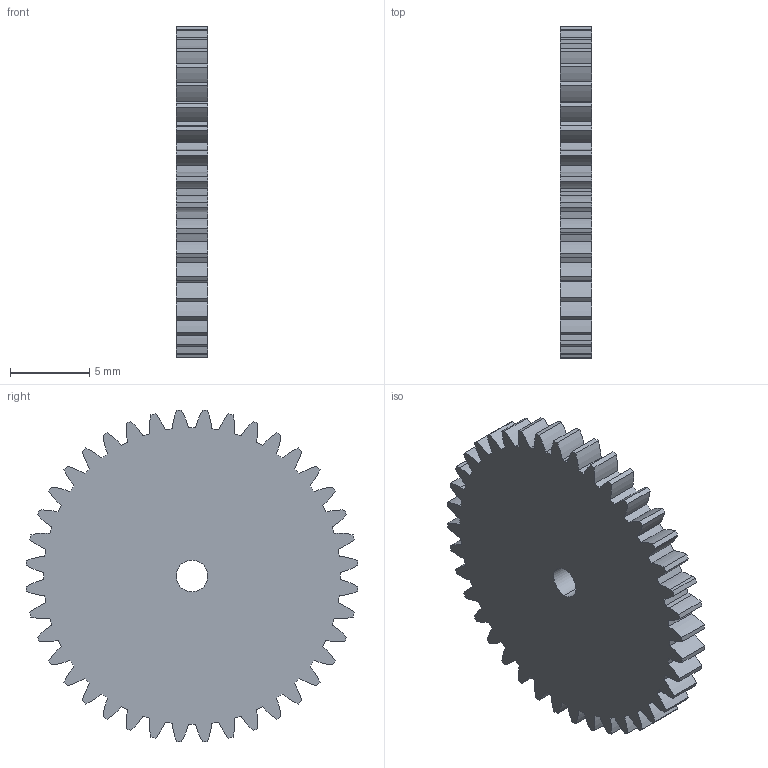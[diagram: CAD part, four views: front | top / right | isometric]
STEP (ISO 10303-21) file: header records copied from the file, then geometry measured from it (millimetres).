
FILE_DESCRIPTION (( 'STEP AP203' ), '1' );
FILE_NAME ('banh rang 40T truc 1.5 m0.5.STEP', '2024-08-19T04:47:25', ( '' ), ( '' ), 'SwSTEP 2.0', 'SolidWorks 2020', '' );
FILE_SCHEMA (( 'CONFIG_CONTROL_DESIGN' ));
Length unit declared in the file: millimetre
Products named in the file (1): banh rang 40T truc 1.5 m0.5
Bounding box: 2 x 20.96 x 20.96 mm (x, y, z)
Volume: 611.5 mm3; surface area: 876.3 mm2
Topology: 1 solids, 1 shells, 169 faces, 501 edges, 334 vertices
Faces by surface type: cylinder 167, plane 2
Entity records: 5950 total; most frequent: DIRECTION 1175, CARTESIAN_POINT 1005, ORIENTED_EDGE 1002, AXIS2_PLACEMENT_3D 504, EDGE_CURVE 501, CIRCLE 334, VERTEX_POINT 334, EDGE_LOOP 171
